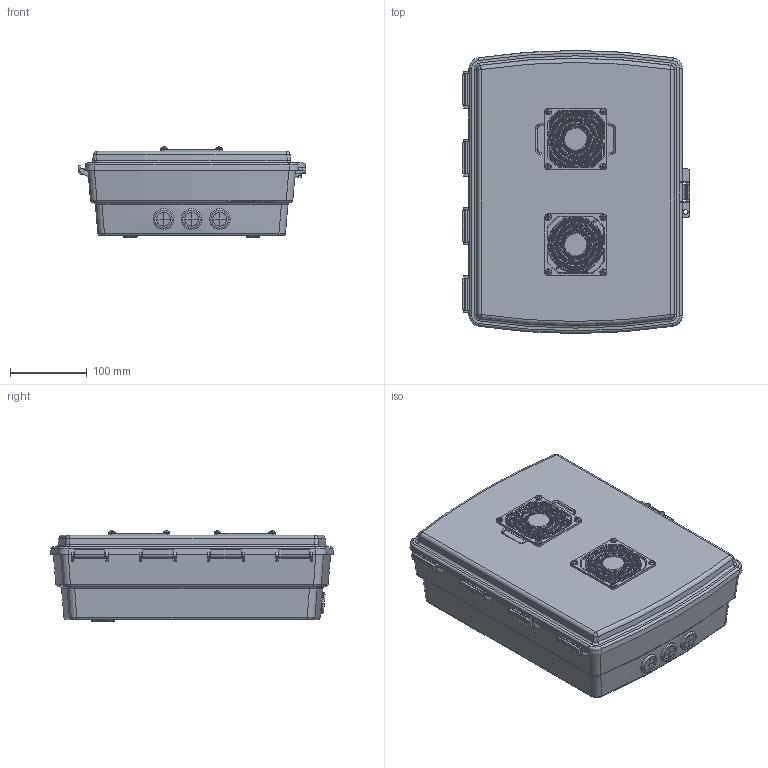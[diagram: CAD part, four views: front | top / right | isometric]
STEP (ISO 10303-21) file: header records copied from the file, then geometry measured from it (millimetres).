
FILE_DESCRIPTION (( 'STEP AP214' ), '1' );
FILE_NAME ('NBP141004-40V_3D.step', '2025-10-23T15:25:16', ( '' ), ( '' ), 'SwSTEP 2.0', 'SolidWorks 2025', '' );
FILE_SCHEMA (( 'AUTOMOTIVE_DESIGN' ));
Length unit declared in the file: inch
Products named in the file (16): XFN-0027; NBP141004_PanelScrew; NBP141004_400_Panel; XFN-0026; XMH-0049; NBP141004_Box; XFW-0026; NBP141004_outletScrew; NBP141004_Velcro tape; HYP322 Rev-1; NBP141004_LowerPlate; NBP141004_ConduitGrommit; Fan Screen-All Wires-80x80 ALUM; NBP141004-40V_3D; XFS-0076; NBP141004_Lid-Vented
Assembly tree (36 placements, depth 2):
  NBP141004-40V_3D
    NBP141004_Box
    NBP141004_Lid-Vented
    NBP141004_ConduitGrommit  x3
    NBP141004_LowerPlate
    NBP141004_400_Panel
    NBP141004_Velcro tape  x2
    Fan Screen-All Wires-80x80 ALUM  x2
    NBP141004_PanelScrew  x3
    NBP141004_outletScrew
    XMH-0049  x2
    XFS-0076  x8
    XFN-0026  x8
    HYP322 Rev-1
    XFW-0026
    XFN-0027
Bounding box: 297.1 x 369 x 117.52 mm (x, y, z)
Volume: 1087206.2 mm3; surface area: 835120.4 mm2
Topology: 214 solids, 214 shells, 4441 faces, 9960 edges, 6017 vertices
Faces by surface type: cylinder 1441, plane 1296, cone 1270, torus 334, bspline 64, sphere 36
Entity records: 75237 total; most frequent: CARTESIAN_POINT 19737, DIRECTION 11649, ORIENTED_EDGE 10718, EDGE_CURVE 5359, AXIS2_PLACEMENT_3D 4546, VERTEX_POINT 3350, EDGE_LOOP 2725, LINE 2557
